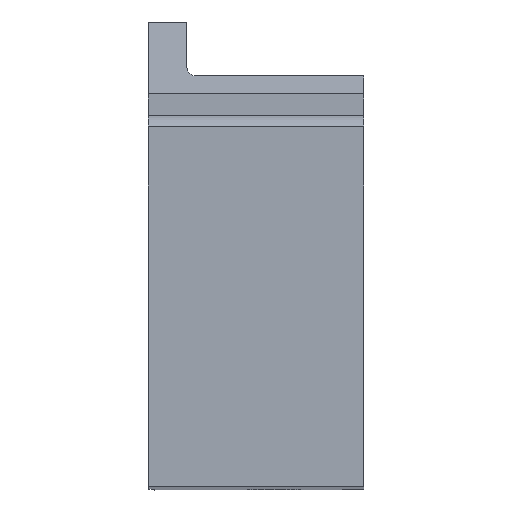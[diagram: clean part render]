
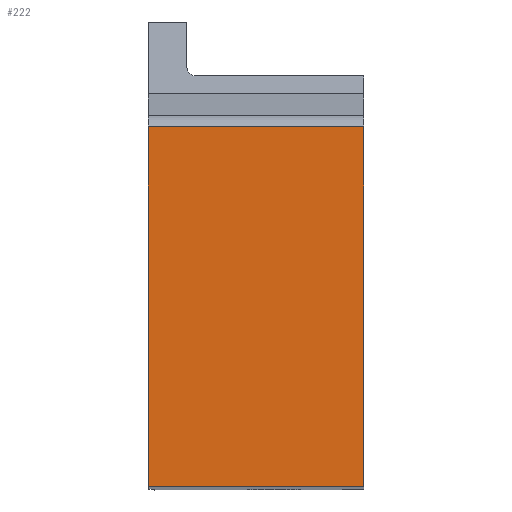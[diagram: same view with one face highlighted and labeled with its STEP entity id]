
A CAD part, top view. The second image highlights one B-rep face of the part: STEP entity #222.
In plain terms, the highlighted planar face has unit normal (0, 0, 1).
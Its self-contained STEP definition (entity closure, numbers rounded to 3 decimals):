
#222=ADVANCED_FACE('',(#405),#316,.T.);
#316=PLANE('',#2983);
#405=FACE_OUTER_BOUND('',#537,.T.);
#537=EDGE_LOOP('',(#1033,#1034,#1035,#1036));
#1033=ORIENTED_EDGE('',*,*,#1894,.T.);
#1034=ORIENTED_EDGE('',*,*,#1888,.T.);
#1035=ORIENTED_EDGE('',*,*,#1785,.T.);
#1036=ORIENTED_EDGE('',*,*,#1900,.T.);
#1478=VERTEX_POINT('',#4790);
#1479=VERTEX_POINT('',#4792);
#1553=VERTEX_POINT('',#5060);
#1557=VERTEX_POINT('',#5072);
#1785=EDGE_CURVE('',#1479,#1478,#2435,.T.);
#1888=EDGE_CURVE('',#1553,#1479,#2494,.T.);
#1894=EDGE_CURVE('',#1557,#1553,#2497,.T.);
#1900=EDGE_CURVE('',#1478,#1557,#2502,.T.);
#2435=LINE('',#4791,#2634);
#2494=LINE('',#5059,#2693);
#2497=LINE('',#5071,#2696);
#2502=LINE('',#5083,#2701);
#2634=VECTOR('',#3302,1.);
#2693=VECTOR('',#3489,1.);
#2696=VECTOR('',#3502,1.);
#2701=VECTOR('',#3515,1.);
#2983=AXIS2_PLACEMENT_3D('',#5085,#3518,#3519);
#3302=DIRECTION('',(0.,1.,0.));
#3489=DIRECTION('',(1.,0.,0.));
#3502=DIRECTION('',(0.,-1.,0.));
#3515=DIRECTION('',(-1.,0.,0.));
#3518=DIRECTION('',(0.,0.,1.));
#3519=DIRECTION('',(1.,0.,0.));
#4790=CARTESIAN_POINT('',(0.,20.,0.));
#4791=CARTESIAN_POINT('',(0.,0.,0.));
#4792=CARTESIAN_POINT('',(0.,0.,0.));
#5059=CARTESIAN_POINT('',(-12.,0.,0.));
#5060=CARTESIAN_POINT('',(-12.,0.,0.));
#5071=CARTESIAN_POINT('',(-12.,20.,0.));
#5072=CARTESIAN_POINT('',(-12.,20.,0.));
#5083=CARTESIAN_POINT('',(0.,20.,0.));
#5085=CARTESIAN_POINT('',(-6.,10.,0.));
